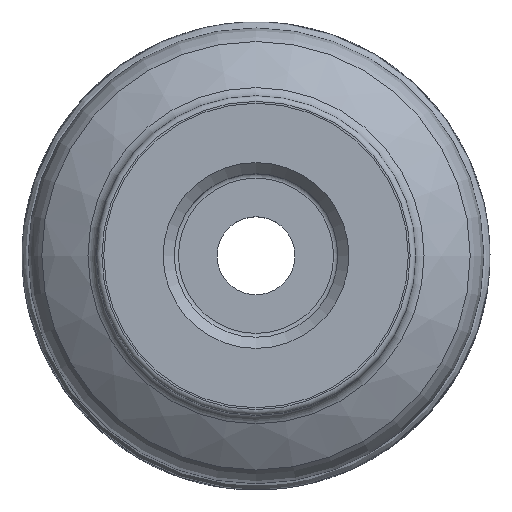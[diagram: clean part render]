
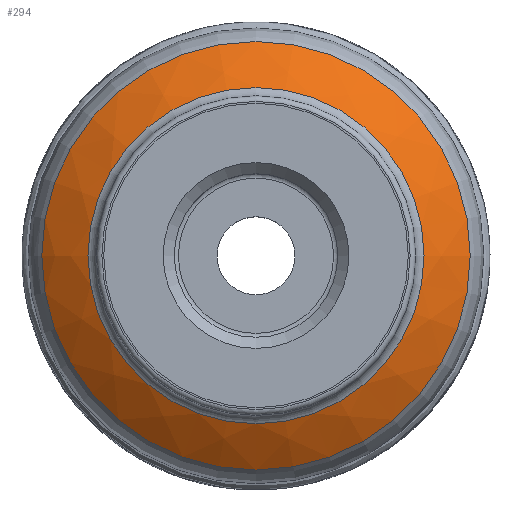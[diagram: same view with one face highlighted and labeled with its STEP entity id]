
A CAD part, top view. The second image highlights one B-rep face of the part: STEP entity #294.
In plain terms, the highlighted face is a revolution surface.
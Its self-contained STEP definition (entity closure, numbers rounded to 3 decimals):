
#90=SURFACE_OF_REVOLUTION('',#94,#92);
#92=AXIS1_PLACEMENT('',#5606,#617);
#94=(
BOUNDED_CURVE()
B_SPLINE_CURVE(3,(#5602,#5603,#5604,#5605),.UNSPECIFIED.,.F.,.F.)
B_SPLINE_CURVE_WITH_KNOTS((4,4),(0.,1.),.UNSPECIFIED.)
CURVE()
GEOMETRIC_REPRESENTATION_ITEM()
RATIONAL_B_SPLINE_CURVE((1.,0.995,0.995,1.))
REPRESENTATION_ITEM('')
);
#132=EDGE_LOOP('',(#184));
#133=EDGE_LOOP('',(#185));
#184=ORIENTED_EDGE('',*,*,#231,.T.);
#185=ORIENTED_EDGE('',*,*,#230,.F.);
#230=EDGE_CURVE('',#379,#379,#256,.T.);
#231=EDGE_CURVE('',#380,#380,#257,.T.);
#256=CIRCLE('',#519,28.845);
#257=CIRCLE('',#520,22.628);
#294=ADVANCED_FACE('SU_3',(#331,#332),#90,.F.);
#331=FACE_BOUND('',#132,.T.);
#332=FACE_BOUND('',#133,.T.);
#379=VERTEX_POINT('',#5594);
#380=VERTEX_POINT('',#5601);
#519=AXIS2_PLACEMENT_3D('',#5593,#612,#613);
#520=AXIS2_PLACEMENT_3D('',#5600,#615,#616);
#612=DIRECTION('',(0.,0.,-1.));
#613=DIRECTION('',(-1.,0.,0.));
#615=DIRECTION('',(0.,0.,-1.));
#616=DIRECTION('',(-1.,0.,0.));
#617=DIRECTION('',(0.,0.,-1.));
#5593=CARTESIAN_POINT('',(0.,0.,-20.535));
#5594=CARTESIAN_POINT('',(-28.845,0.,-20.535));
#5600=CARTESIAN_POINT('',(0.,0.,-16.524));
#5601=CARTESIAN_POINT('',(-22.628,0.,-16.524));
#5602=CARTESIAN_POINT('',(-28.845,0.,-20.535));
#5603=CARTESIAN_POINT('',(-27.186,0.,-19.068));
#5604=CARTESIAN_POINT('',(-25.103,0.,-17.724));
#5605=CARTESIAN_POINT('',(-22.628,0.,-16.524));
#5606=CARTESIAN_POINT('',(0.,0.,-35.2));
